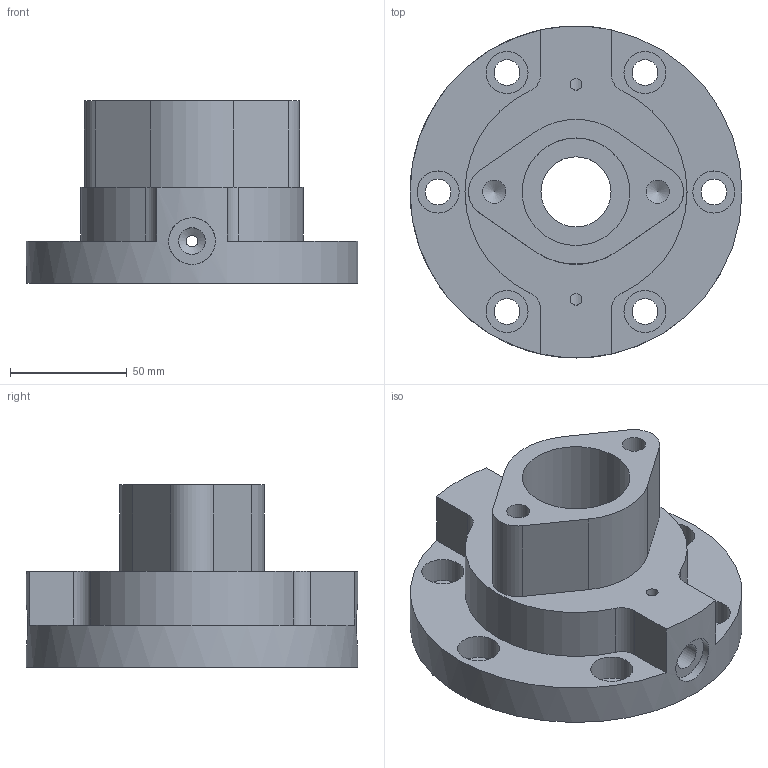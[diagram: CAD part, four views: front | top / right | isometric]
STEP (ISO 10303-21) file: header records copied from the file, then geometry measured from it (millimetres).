
FILE_DESCRIPTION(/* description */ (''),/* implementation_level */ '2;1');
FILE_NAME(/* name */ 'Part 053.stp',/* time_stamp */ '2015-02-23T13:28:49+02:00',/* author */ ('SFC'),/* organization */ (''),/* preprocessor_version */ 'ST-DEVELOPER v15.2',/* originating_system */ 'Autodesk Inventor 2014',/* authorisation */ '');
FILE_SCHEMA (('AUTOMOTIVE_DESIGN { 1 0 10303 214 3 1 1 }'));
Length unit declared in the file: millimetre
Products named in the file (1): Part 053
Bounding box: 142 x 142 x 78 mm (x, y, z)
Volume: 444249.3 mm3; surface area: 75138.3 mm2
Topology: 1 solids, 1 shells, 67 faces, 165 edges, 109 vertices
Faces by surface type: cylinder 36, plane 25, cone 5, torus 1
Full cylindrical faces by diameter (mm): 5 x4, 10 x2, 11 x6, 11.445 x2, 18 x6, 20 x2, 30 x1, 46 x1, 62 x1, 142 x1
Entity records: 2065 total; most frequent: CARTESIAN_POINT 506, DIRECTION 324, ORIENTED_EDGE 248, AXIS2_PLACEMENT_3D 142, EDGE_LOOP 130, EDGE_CURVE 124, VERTEX_POINT 100, FACE_BOUND 74
